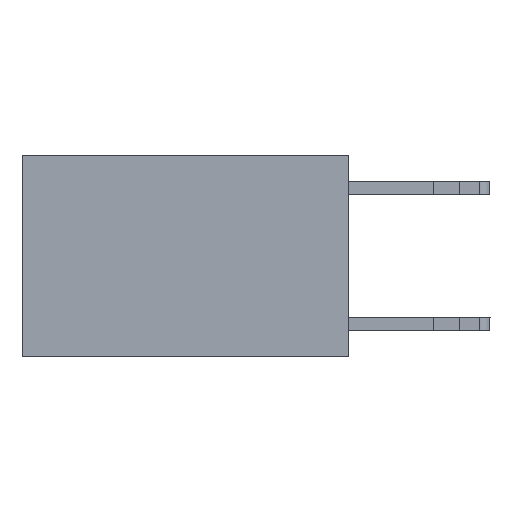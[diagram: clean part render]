
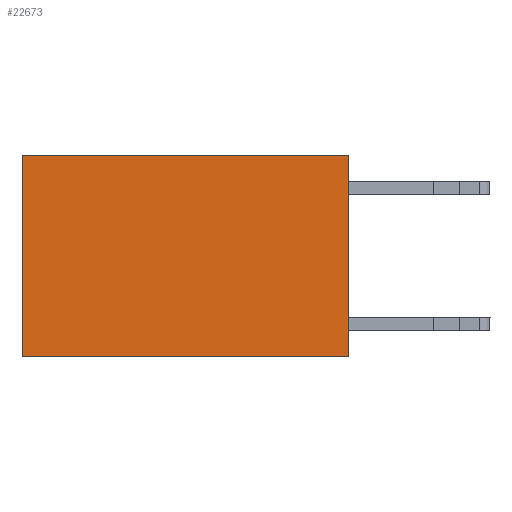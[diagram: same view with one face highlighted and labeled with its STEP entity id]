
A CAD part, left-side view. The second image highlights one B-rep face of the part: STEP entity #22673.
In plain terms, the highlighted planar face has unit normal (-1, 0, 0).
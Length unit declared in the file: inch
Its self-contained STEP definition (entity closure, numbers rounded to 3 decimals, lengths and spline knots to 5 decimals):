
#551 = ORIENTED_EDGE ( 'NONE', *, *, #1425, .T. ) ;
#1425 = EDGE_CURVE ( 'NONE', #22957, #4493, #9437, .T. ) ;
#3931 = VECTOR ( 'NONE', #21080, 39.37008 ) ;
#4037 = VECTOR ( 'NONE', #10828, 39.37008 ) ;
#4264 = CARTESIAN_POINT ( 'NONE',  ( 0.2625, 0., 0. ) ) ;
#4493 = VERTEX_POINT ( 'NONE', #11846 ) ;
#5872 = CARTESIAN_POINT ( 'NONE',  ( 0.2625, 0., 0. ) ) ;
#6013 = ORIENTED_EDGE ( 'NONE', *, *, #21817, .F. ) ;
#6128 = LINE ( 'NONE', #22259, #10304 ) ;
#6366 = DIRECTION ( 'NONE',  ( 0., 0., -1. ) ) ;
#8563 = EDGE_LOOP ( 'NONE', ( #551, #6013, #15219, #8953 ) ) ;
#8825 = CARTESIAN_POINT ( 'NONE',  ( 0.2625, 0.6, 0. ) ) ;
#8953 = ORIENTED_EDGE ( 'NONE', *, *, #11203, .T. ) ;
#9437 = LINE ( 'NONE', #8825, #3931 ) ;
#10304 = VECTOR ( 'NONE', #24265, 39.37008 ) ;
#10459 = VECTOR ( 'NONE', #12931, 39.37008 ) ;
#10828 = DIRECTION ( 'NONE',  ( 0., 0., -1. ) ) ;
#10878 = CARTESIAN_POINT ( 'NONE',  ( 0.2625, 0., 0. ) ) ;
#11203 = EDGE_CURVE ( 'NONE', #25155, #22957, #16556, .T. ) ;
#11846 = CARTESIAN_POINT ( 'NONE',  ( 0.2625, 0.6, -0.37 ) ) ;
#12931 = DIRECTION ( 'NONE',  ( 0., 1., 0. ) ) ;
#15219 = ORIENTED_EDGE ( 'NONE', *, *, #17486, .F. ) ;
#16348 = FACE_OUTER_BOUND ( 'NONE', #8563, .T. ) ;
#16556 = LINE ( 'NONE', #10878, #10459 ) ;
#17486 = EDGE_CURVE ( 'NONE', #25155, #18379, #20430, .T. ) ;
#18379 = VERTEX_POINT ( 'NONE', #21603 ) ;
#18636 = DIRECTION ( 'NONE',  ( 1., 0., 0. ) ) ;
#20430 = LINE ( 'NONE', #22962, #4037 ) ;
#21080 = DIRECTION ( 'NONE',  ( 0., 0., -1. ) ) ;
#21082 = AXIS2_PLACEMENT_3D ( 'NONE', #4264, #18636, #6366 ) ;
#21603 = CARTESIAN_POINT ( 'NONE',  ( 0.2625, 0., -0.37 ) ) ;
#21817 = EDGE_CURVE ( 'NONE', #18379, #4493, #6128, .T. ) ;
#22259 = CARTESIAN_POINT ( 'NONE',  ( 0.2625, 0., -0.37 ) ) ;
#22643 = PLANE ( 'NONE',  #21082 ) ;
#22673 = ADVANCED_FACE ( 'NONE', ( #16348 ), #22643, .F. ) ;
#22957 = VERTEX_POINT ( 'NONE', #25353 ) ;
#22962 = CARTESIAN_POINT ( 'NONE',  ( 0.2625, 0., 0. ) ) ;
#24265 = DIRECTION ( 'NONE',  ( 0., 1., 0. ) ) ;
#25155 = VERTEX_POINT ( 'NONE', #5872 ) ;
#25353 = CARTESIAN_POINT ( 'NONE',  ( 0.2625, 0.6, 0. ) ) ;
